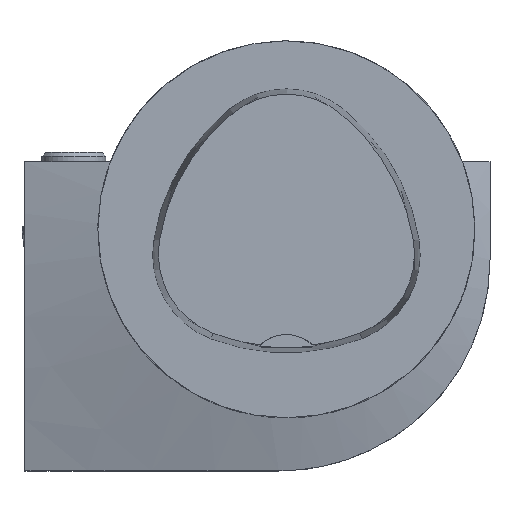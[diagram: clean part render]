
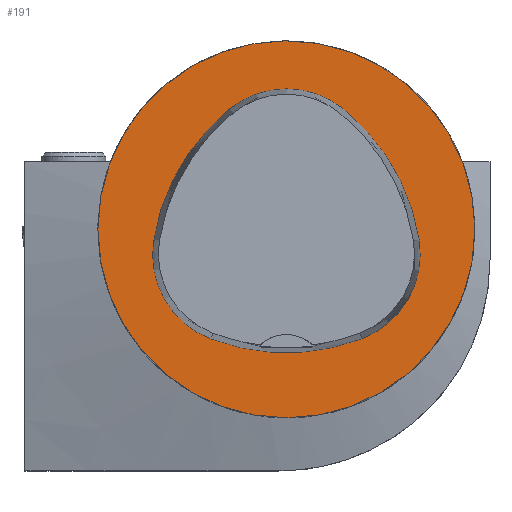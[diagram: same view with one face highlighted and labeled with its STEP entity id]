
A CAD part, top view. The second image highlights one B-rep face of the part: STEP entity #191.
In plain terms, the highlighted planar face has unit normal (0, 0, 1).
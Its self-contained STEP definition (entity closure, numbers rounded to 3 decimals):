
#96=FACE_BOUND('',#393,.T.);
#97=FACE_BOUND('',#394,.T.);
#191=ADVANCED_FACE('',(#96,#97),#248,.T.);
#248=PLANE('',#1602);
#393=EDGE_LOOP('',(#761,#762,#763,#764,#765,#766));
#394=EDGE_LOOP('',(#767));
#448=CIRCLE('',#1573,25.);
#449=CIRCLE('',#1580,28.);
#451=CIRCLE('',#1583,12.);
#453=CIRCLE('',#1586,28.);
#455=CIRCLE('',#1589,12.);
#459=CIRCLE('',#1594,28.);
#461=CIRCLE('',#1597,12.);
#761=ORIENTED_EDGE('',*,*,#1173,.T.);
#762=ORIENTED_EDGE('',*,*,#1153,.T.);
#763=ORIENTED_EDGE('',*,*,#1157,.T.);
#764=ORIENTED_EDGE('',*,*,#1160,.T.);
#765=ORIENTED_EDGE('',*,*,#1163,.T.);
#766=ORIENTED_EDGE('',*,*,#1171,.T.);
#767=ORIENTED_EDGE('',*,*,#1141,.F.);
#976=VERTEX_POINT('',#2416);
#987=VERTEX_POINT('',#2460);
#988=VERTEX_POINT('',#2461);
#991=VERTEX_POINT('',#2469);
#993=VERTEX_POINT('',#2475);
#995=VERTEX_POINT('',#2481);
#1002=VERTEX_POINT('',#2502);
#1141=EDGE_CURVE('',#976,#976,#448,.T.);
#1153=EDGE_CURVE('',#987,#988,#449,.T.);
#1157=EDGE_CURVE('',#988,#991,#451,.T.);
#1160=EDGE_CURVE('',#991,#993,#453,.T.);
#1163=EDGE_CURVE('',#993,#995,#455,.T.);
#1171=EDGE_CURVE('',#995,#1002,#459,.T.);
#1173=EDGE_CURVE('',#1002,#987,#461,.T.);
#1573=AXIS2_PLACEMENT_3D('',#2415,#1883,#1884);
#1580=AXIS2_PLACEMENT_3D('',#2459,#1901,#1902);
#1583=AXIS2_PLACEMENT_3D('',#2468,#1909,#1910);
#1586=AXIS2_PLACEMENT_3D('',#2474,#1916,#1917);
#1589=AXIS2_PLACEMENT_3D('',#2480,#1923,#1924);
#1594=AXIS2_PLACEMENT_3D('',#2503,#1935,#1936);
#1597=AXIS2_PLACEMENT_3D('',#2506,#1941,#1942);
#1602=AXIS2_PLACEMENT_3D('',#2511,#1951,#1952);
#1883=DIRECTION('',(0.,0.,-1.));
#1884=DIRECTION('',(-1.,0.,0.));
#1901=DIRECTION('',(0.,0.,-1.));
#1902=DIRECTION('',(-1.,0.,0.));
#1909=DIRECTION('',(0.,0.,-1.));
#1910=DIRECTION('',(-1.,0.,0.));
#1916=DIRECTION('',(0.,0.,-1.));
#1917=DIRECTION('',(-1.,0.,0.));
#1923=DIRECTION('',(0.,0.,-1.));
#1924=DIRECTION('',(-1.,0.,0.));
#1935=DIRECTION('',(0.,0.,-1.));
#1936=DIRECTION('',(-1.,0.,0.));
#1941=DIRECTION('',(0.,0.,-1.));
#1942=DIRECTION('',(-1.,0.,0.));
#1951=DIRECTION('',(0.,0.,1.));
#1952=DIRECTION('',(1.,0.,0.));
#2415=CARTESIAN_POINT('',(0.,0.,0.));
#2416=CARTESIAN_POINT('',(-25.,0.,0.));
#2459=CARTESIAN_POINT('',(10.068,-5.824,0.));
#2460=CARTESIAN_POINT('',(-17.584,-1.424,0.));
#2461=CARTESIAN_POINT('',(-7.531,15.953,0.));
#2468=CARTESIAN_POINT('',(0.011,6.62,0.));
#2469=CARTESIAN_POINT('',(7.567,15.942,0.));
#2474=CARTESIAN_POINT('',(-10.063,-5.81,0.));
#2475=CARTESIAN_POINT('',(17.59,-1.418,0.));
#2480=CARTESIAN_POINT('',(5.739,-3.3,0.));
#2481=CARTESIAN_POINT('',(10.05,-14.499,0.));
#2502=CARTESIAN_POINT('',(-10.025,-14.516,0.));
#2503=CARTESIAN_POINT('',(-0.01,11.631,0.));
#2506=CARTESIAN_POINT('',(-5.733,-3.31,0.));
#2511=CARTESIAN_POINT('',(0.,0.,0.));
